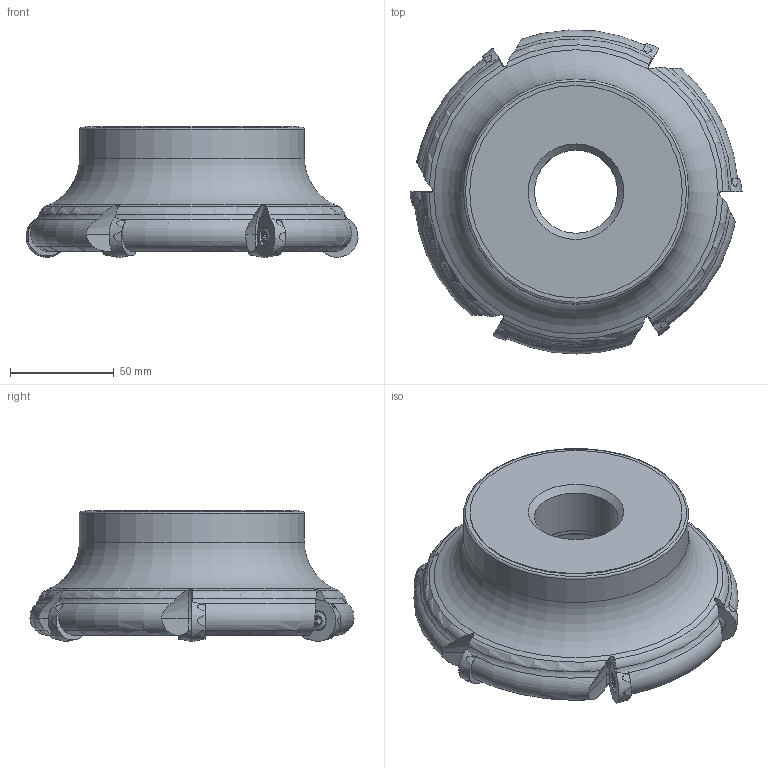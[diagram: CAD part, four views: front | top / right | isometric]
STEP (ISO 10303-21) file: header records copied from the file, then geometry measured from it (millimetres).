
FILE_DESCRIPTION(/* description */ (''),/* implementation_level */ '2;1');
FILE_NAME(/* name */ '1543224934174.stp',/* time_stamp */ '2018-11-26T15:05:57+06:00',/* author */ (''),/* organization */ ('SMS'),/* preprocessor_version */ 'ST-DEVELOPER v15',/* originating_system */ 'SIEMENS PLM Software NX 8.5',/* authorisation */ '');
FILE_SCHEMA (('AUTOMOTIVE_DESIGN { 1 0 10303 214 3 1 1 1 }'));
Length unit declared in the file: millimetre
Products named in the file (4): 201857738mod000_00; ASSEMBLY_CONSTRUCTION; 201913130mod000_00; 201913128mod000_00
Assembly tree (8 placements, depth 2):
  201913128mod000_00
    201913130mod000_00
    ASSEMBLY_CONSTRUCTION
    201857738mod000_00  x6
Bounding box: 159.95 x 156.12 x 62.99 mm (x, y, z)
Volume: 491755.4 mm3; surface area: 71325.4 mm2
Topology: 7 solids, 7 shells, 466 faces, 1218 edges, 797 vertices
Faces by surface type: plane 208, cone 80, extrusion 72, torus 65, cylinder 35, sphere 6
Full cylindrical faces by diameter (mm): 5.35 x6, 6.5 x6, 8.45 x6, 40.013 x1, 40.3 x1, 91.45 x1, 102.45 x1, 108.45 x1
Entity records: 15955 total; most frequent: CARTESIAN_POINT 6383, ORIENTED_EDGE 1940, DIRECTION 1896, EDGE_CURVE 970, AXIS2_PLACEMENT_3D 785, VERTEX_POINT 650, EDGE_LOOP 466, ADVANCED_FACE 396
